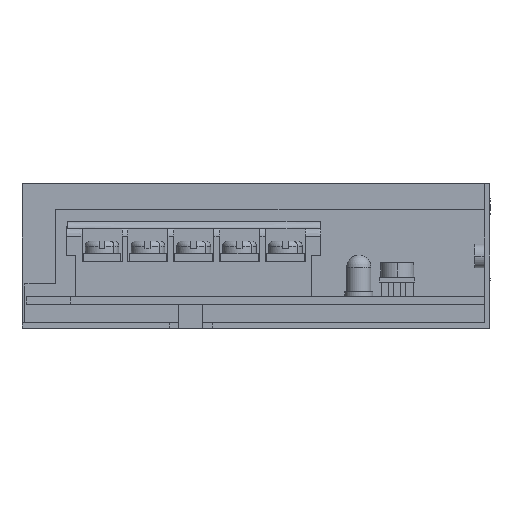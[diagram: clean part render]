
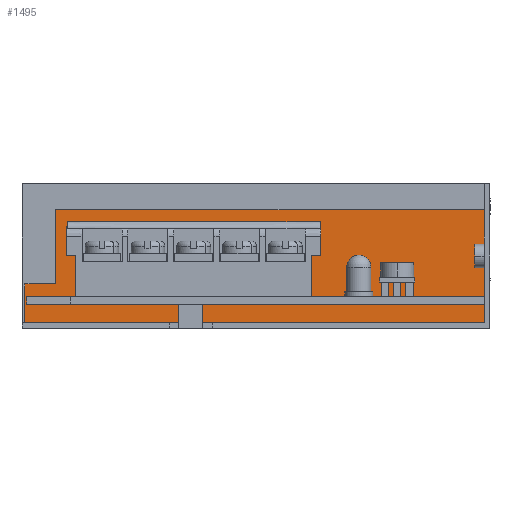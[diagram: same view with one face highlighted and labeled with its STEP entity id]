
A CAD part, front view. The second image highlights one B-rep face of the part: STEP entity #1495.
In plain terms, the highlighted planar face has unit normal (0, -1, 0).
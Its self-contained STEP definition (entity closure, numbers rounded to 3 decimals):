
#1482=AXIS2_PLACEMENT_3D('Plane Axis2P3D',#1479,#1480,#1481) ;
#1272=CARTESIAN_POINT('Vertex',(0.6,18.2,1.2)) ;
#1275=CARTESIAN_POINT('Line Origine',(0.6,18.2,15.3)) ;
#1279=CARTESIAN_POINT('Vertex',(0.6,18.2,29.4)) ;
#1315=CARTESIAN_POINT('Vertex',(95.8,18.2,1.2)) ;
#1318=CARTESIAN_POINT('Line Origine',(48.2,18.2,1.2)) ;
#1459=CARTESIAN_POINT('Line Origine',(48.2,18.2,29.4)) ;
#1463=CARTESIAN_POINT('Vertex',(95.8,18.2,29.4)) ;
#1479=CARTESIAN_POINT('Axis2P3D Location',(95.8,18.2,6.6)) ;
#1484=CARTESIAN_POINT('Line Origine',(95.8,18.2,15.3)) ;
#1276=DIRECTION('Vector Direction',(0.,0.,1.)) ;
#1319=DIRECTION('Vector Direction',(1.,0.,0.)) ;
#1460=DIRECTION('Vector Direction',(-1.,0.,0.)) ;
#1480=DIRECTION('Axis2P3D Direction',(0.,-1.,0.)) ;
#1481=DIRECTION('Axis2P3D XDirection',(0.,0.,1.)) ;
#1485=DIRECTION('Vector Direction',(0.,0.,1.)) ;
#1277=VECTOR('Line Direction',#1276,1.) ;
#1320=VECTOR('Line Direction',#1319,1.) ;
#1461=VECTOR('Line Direction',#1460,1.) ;
#1486=VECTOR('Line Direction',#1485,1.) ;
#1490=ORIENTED_EDGE('',*,*,#1281,.F.) ;
#1491=ORIENTED_EDGE('',*,*,#1322,.T.) ;
#1492=ORIENTED_EDGE('',*,*,#1488,.T.) ;
#1493=ORIENTED_EDGE('',*,*,#1465,.T.) ;
#1495=ADVANCED_FACE('GEHAEUSE',(#1494),#1483,.T.) ;
#1281=EDGE_CURVE('',#1273,#1280,#1278,.T.) ;
#1322=EDGE_CURVE('',#1273,#1316,#1321,.T.) ;
#1465=EDGE_CURVE('',#1464,#1280,#1462,.T.) ;
#1488=EDGE_CURVE('',#1316,#1464,#1487,.T.) ;
#1489=EDGE_LOOP('',(#1490,#1491,#1492,#1493)) ;
#1494=FACE_OUTER_BOUND('',#1489,.T.) ;
#1278=LINE('Line',#1275,#1277) ;
#1321=LINE('Line',#1318,#1320) ;
#1462=LINE('Line',#1459,#1461) ;
#1487=LINE('Line',#1484,#1486) ;
#1483=PLANE('',#1482) ;
#1273=VERTEX_POINT('',#1272) ;
#1280=VERTEX_POINT('',#1279) ;
#1316=VERTEX_POINT('',#1315) ;
#1464=VERTEX_POINT('',#1463) ;
